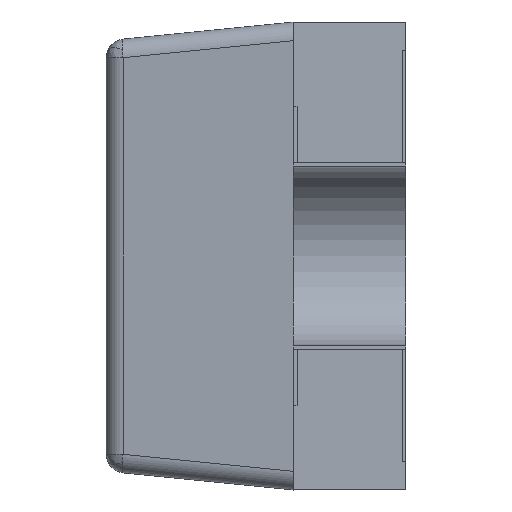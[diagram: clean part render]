
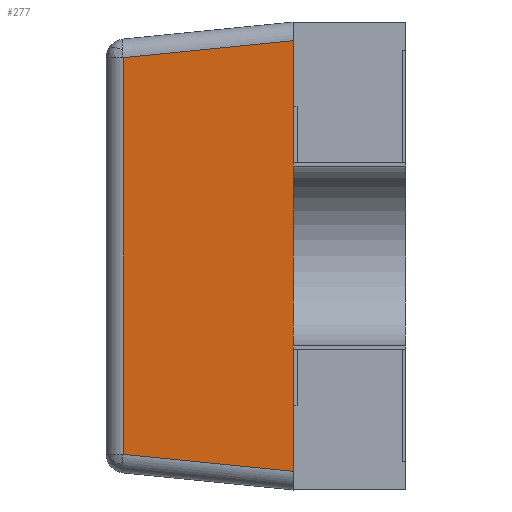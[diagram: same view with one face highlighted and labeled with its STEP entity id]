
A CAD part, left-side view. The second image highlights one B-rep face of the part: STEP entity #277.
In plain terms, the highlighted face is planar.
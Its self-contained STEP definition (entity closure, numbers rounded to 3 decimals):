
#277 = ADVANCED_FACE ( 'NONE', ( #8295 ), #921, .F. ) ;
#921 = PLANE ( 'NONE',  #1804 ) ;
#939 = VECTOR ( 'NONE', #6789, 1000. ) ;
#1126 = EDGE_CURVE ( 'NONE', #4771, #4496, #5100, .T. ) ;
#1190 = CARTESIAN_POINT ( 'NONE',  ( 0.7, 0., 0. ) ) ;
#1571 = ORIENTED_EDGE ( 'NONE', *, *, #1126, .T. ) ;
#1670 = DIRECTION ( 'NONE',  ( -0.995, 0., -0.1 ) ) ;
#1804 = AXIS2_PLACEMENT_3D ( 'NONE', #7673, #1670, #6196 ) ;
#2211 = ORIENTED_EDGE ( 'NONE', *, *, #6671, .F. ) ;
#2240 = VECTOR ( 'NONE', #4472, 1000. ) ;
#2481 = LINE ( 'NONE', #3764, #5425 ) ;
#2509 = CARTESIAN_POINT ( 'NONE',  ( 0.655, 0.53, 0.455 ) ) ;
#2779 = ORIENTED_EDGE ( 'NONE', *, *, #8671, .F. ) ;
#3055 = CARTESIAN_POINT ( 'NONE',  ( 0.655, -0.53, 0.455 ) ) ;
#3175 = DIRECTION ( 'NONE',  ( 0., 1., 0. ) ) ;
#3419 = ORIENTED_EDGE ( 'NONE', *, *, #8428, .F. ) ;
#3507 = CARTESIAN_POINT ( 'NONE',  ( 0.7, -0.575, 0. ) ) ;
#3764 = CARTESIAN_POINT ( 'NONE',  ( 0.655, -0.625, 0.455 ) ) ;
#4008 = CARTESIAN_POINT ( 'NONE',  ( 0.663, 0.538, 0.373 ) ) ;
#4198 = LINE ( 'NONE', #3507, #939 ) ;
#4472 = DIRECTION ( 'NONE',  ( 0., 1., 0. ) ) ;
#4496 = VERTEX_POINT ( 'NONE', #4714 ) ;
#4714 = CARTESIAN_POINT ( 'NONE',  ( 0.7, 0.575, 0. ) ) ;
#4771 = VERTEX_POINT ( 'NONE', #7280 ) ;
#5100 = LINE ( 'NONE', #1190, #2240 ) ;
#5223 = EDGE_LOOP ( 'NONE', ( #1571, #2779, #2211, #3419 ) ) ;
#5319 = VERTEX_POINT ( 'NONE', #3055 ) ;
#5425 = VECTOR ( 'NONE', #3175, 1000. ) ;
#5824 = VERTEX_POINT ( 'NONE', #2509 ) ;
#6196 = DIRECTION ( 'NONE',  ( -0.1, 0., 0.995 ) ) ;
#6544 = LINE ( 'NONE', #4008, #7804 ) ;
#6671 = EDGE_CURVE ( 'NONE', #5319, #5824, #2481, .T. ) ;
#6789 = DIRECTION ( 'NONE',  ( -0.099, 0.099, 0.99 ) ) ;
#7280 = CARTESIAN_POINT ( 'NONE',  ( 0.7, -0.575, 0. ) ) ;
#7673 = CARTESIAN_POINT ( 'NONE',  ( 0.7, -0.625, 0. ) ) ;
#7804 = VECTOR ( 'NONE', #8079, 1000. ) ;
#8079 = DIRECTION ( 'NONE',  ( 0.099, 0.099, -0.99 ) ) ;
#8295 = FACE_OUTER_BOUND ( 'NONE', #5223, .T. ) ;
#8428 = EDGE_CURVE ( 'NONE', #4771, #5319, #4198, .T. ) ;
#8671 = EDGE_CURVE ( 'NONE', #5824, #4496, #6544, .T. ) ;
